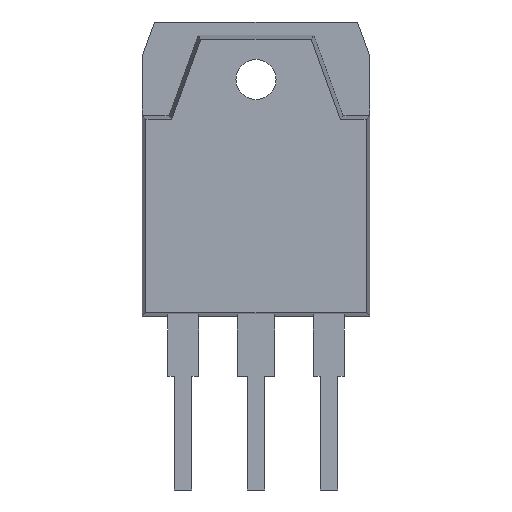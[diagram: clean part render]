
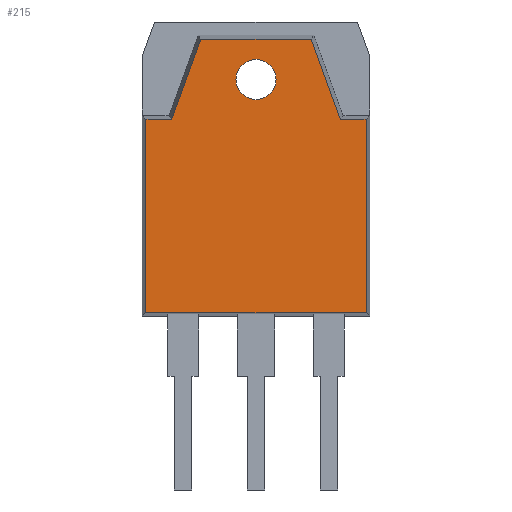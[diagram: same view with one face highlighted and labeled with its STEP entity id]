
A CAD part, front view. The second image highlights one B-rep face of the part: STEP entity #215.
In plain terms, the highlighted planar face has unit normal (0, -1, 0).
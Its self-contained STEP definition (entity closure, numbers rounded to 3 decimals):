
#215=ADVANCED_FACE('',(#780,#782),#784,.F.);
#780=FACE_BOUND('',#781,.T.);
#781=EDGE_LOOP('',(#1218,#1219,#1220,#1221,#1222,#1223,#1224,#1225));
#782=FACE_BOUND('',#783,.T.);
#783=EDGE_LOOP('',(#1226));
#784=PLANE('',#785);
#785=AXIS2_PLACEMENT_3D('',#786,#787,#788);
#786=CARTESIAN_POINT('',(0.,-1.9,0.));
#787=DIRECTION('',(-0.,1.,0.));
#788=DIRECTION('',(1.,0.,0.));
#1218=ORIENTED_EDGE('',*,*,#1496,.F.);
#1219=ORIENTED_EDGE('',*,*,#1497,.F.);
#1220=ORIENTED_EDGE('',*,*,#1498,.F.);
#1221=ORIENTED_EDGE('',*,*,#1499,.F.);
#1222=ORIENTED_EDGE('',*,*,#1500,.F.);
#1223=ORIENTED_EDGE('',*,*,#1501,.F.);
#1224=ORIENTED_EDGE('',*,*,#1502,.F.);
#1225=ORIENTED_EDGE('',*,*,#1503,.F.);
#1226=ORIENTED_EDGE('',*,*,#1504,.T.);
#1496=EDGE_CURVE('',#1673,#1674,#1675,.T.);
#1497=EDGE_CURVE('',#1676,#1673,#1677,.T.);
#1498=EDGE_CURVE('',#1678,#1676,#1679,.T.);
#1499=EDGE_CURVE('',#1680,#1678,#1681,.T.);
#1500=EDGE_CURVE('',#1682,#1680,#1683,.T.);
#1501=EDGE_CURVE('',#1684,#1682,#1685,.T.);
#1502=EDGE_CURVE('',#1686,#1684,#1687,.T.);
#1503=EDGE_CURVE('',#1674,#1686,#1688,.T.);
#1504=EDGE_CURVE('',#1689,#1689,#1690,.T.);
#1673=VERTEX_POINT('',#1998);
#1674=VERTEX_POINT('',#1999);
#1675=LINE('',#2000,#2001);
#1676=VERTEX_POINT('',#2003);
#1677=LINE('',#2004,#2005);
#1678=VERTEX_POINT('',#2007);
#1679=LINE('',#2008,#2009);
#1680=VERTEX_POINT('',#2011);
#1681=LINE('',#2012,#2013);
#1682=VERTEX_POINT('',#2015);
#1683=LINE('',#2016,#2017);
#1684=VERTEX_POINT('',#2019);
#1685=LINE('',#2020,#2021);
#1686=VERTEX_POINT('',#2023);
#1687=LINE('',#2024,#2025);
#1688=LINE('',#2027,#2028);
#1689=VERTEX_POINT('',#2030);
#1690=CIRCLE('',#2031,1.5);
#1998=CARTESIAN_POINT('',(-8.229,-1.9,19.229));
#1999=CARTESIAN_POINT('',(-6.31,-1.9,19.229));
#2000=CARTESIAN_POINT('',(-8.229,-1.9,19.229));
#2001=VECTOR('',#2002,1.);
#2002=DIRECTION('',(1.,0.,0.));
#2003=CARTESIAN_POINT('',(-8.229,-1.9,4.771));
#2004=CARTESIAN_POINT('',(-8.229,-1.9,4.771));
#2005=VECTOR('',#2006,1.);
#2006=DIRECTION('',(0.,0.,1.));
#2007=CARTESIAN_POINT('',(8.229,-1.9,4.771));
#2008=CARTESIAN_POINT('',(8.229,-1.9,4.771));
#2009=VECTOR('',#2010,1.);
#2010=DIRECTION('',(-1.,0.,0.));
#2011=CARTESIAN_POINT('',(8.229,-1.9,19.229));
#2012=CARTESIAN_POINT('',(8.229,-1.9,19.229));
#2013=VECTOR('',#2014,1.);
#2014=DIRECTION('',(0.,0.,-1.));
#2015=CARTESIAN_POINT('',(6.31,-1.9,19.229));
#2016=CARTESIAN_POINT('',(6.31,-1.9,19.229));
#2017=VECTOR('',#2018,1.);
#2018=DIRECTION('',(1.,0.,0.));
#2019=CARTESIAN_POINT('',(4.129,-1.9,25.221));
#2020=CARTESIAN_POINT('',(4.129,-1.9,25.221));
#2021=VECTOR('',#2022,1.);
#2022=DIRECTION('',(0.342,0.,-0.94));
#2023=CARTESIAN_POINT('',(-4.129,-1.9,25.221));
#2024=CARTESIAN_POINT('',(-4.129,-1.9,25.221));
#2025=VECTOR('',#2026,1.);
#2026=DIRECTION('',(1.,0.,0.));
#2027=CARTESIAN_POINT('',(-6.31,-1.9,19.229));
#2028=VECTOR('',#2029,1.);
#2029=DIRECTION('',(0.342,0.,0.94));
#2030=CARTESIAN_POINT('',(1.5,-1.9,22.2));
#2031=AXIS2_PLACEMENT_3D('',#2032,#2033,#2034);
#2032=CARTESIAN_POINT('',(0.,-1.9,22.2));
#2033=DIRECTION('',(-0.,1.,0.));
#2034=DIRECTION('',(1.,0.,0.));
